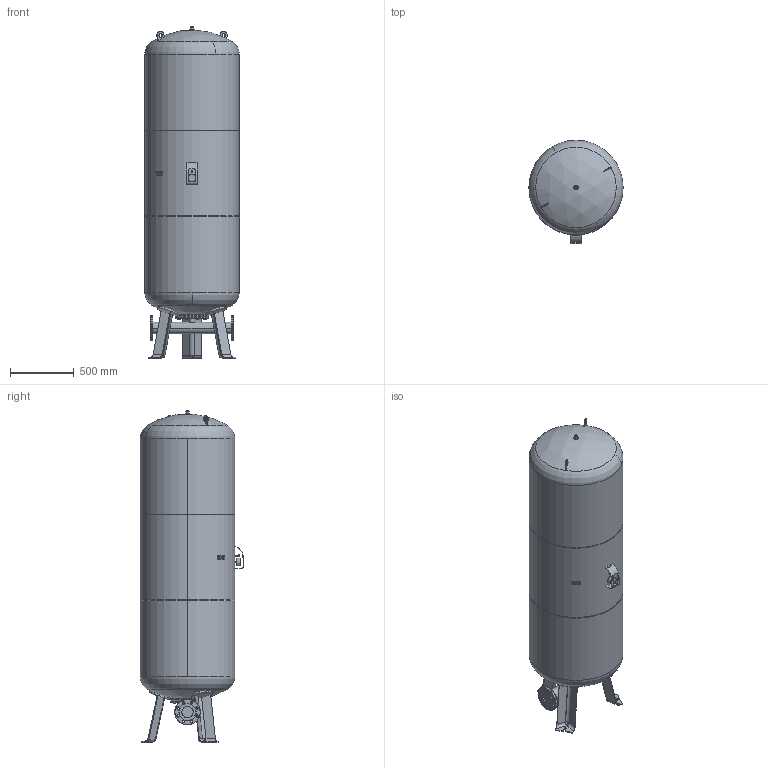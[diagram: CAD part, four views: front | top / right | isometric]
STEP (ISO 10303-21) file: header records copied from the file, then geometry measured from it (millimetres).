
FILE_DESCRIPTION((''),'2;1');
FILE_NAME('3d_DT51000-2524221.stp','2010-06-02T10:18:16',(''),(''),'Mechanical Desktop 2008','Mechanical Desktop 2008',', , ');
FILE_SCHEMA(('CONFIG_CONTROL_DESIGN'));
Length unit declared in the file: millimetre
Products named in the file (1): Product
Bounding box: 740 x 810.08 x 2604 mm (x, y, z)
Volume: 919528113.4 mm3; surface area: 8556604.5 mm2
Topology: 24 solids, 24 shells, 510 faces, 1203 edges, 762 vertices
Faces by surface type: plane 223, cylinder 143, bspline 67, cone 52, sphere 13, torus 12
Entity records: 16229 total; most frequent: CARTESIAN_POINT 4243, DIRECTION 2539, ORIENTED_EDGE 2380, EDGE_CURVE 1190, AXIS2_PLACEMENT_3D 938, VERTEX_POINT 760, VECTOR 663, LINE 663
